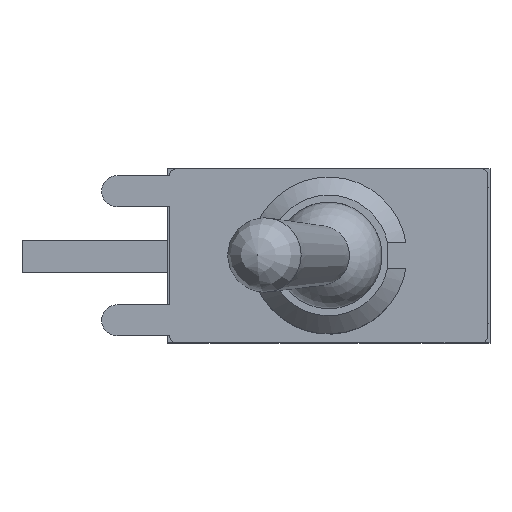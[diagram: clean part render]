
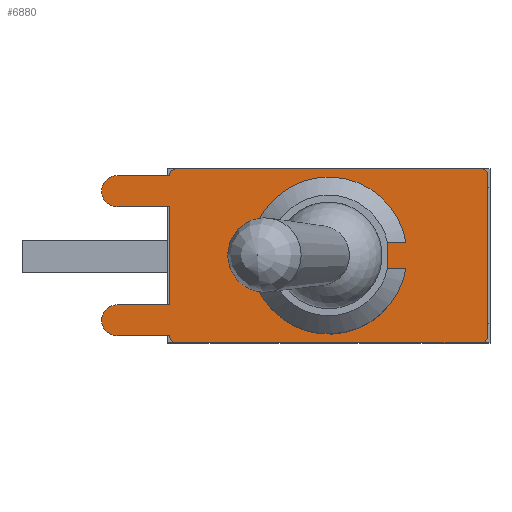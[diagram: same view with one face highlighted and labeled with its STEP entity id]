
A CAD part, top view. The second image highlights one B-rep face of the part: STEP entity #6880.
In plain terms, the highlighted planar face has unit normal (0, 0, 1).
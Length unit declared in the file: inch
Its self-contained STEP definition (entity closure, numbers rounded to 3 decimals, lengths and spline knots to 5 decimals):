
#3343=CARTESIAN_POINT('',(0.09183,0.02008,0.36969));
#3344=VERTEX_POINT('',#3343);
#3345=CARTESIAN_POINT('',(0.11979,0.02008,0.36969));
#3346=VERTEX_POINT('',#3345);
#3347=CARTESIAN_POINT('',(0.09183,0.02008,0.36969));
#3348=DIRECTION('',(1.0,0.0,0.0));
#3349=VECTOR('',#3348,0.02795);
#3350=LINE('',#3347,#3349);
#3351=EDGE_CURVE('',#3344,#3346,#3350,.T.);
#3390=CARTESIAN_POINT('',(0.09183,-0.02008,0.36969));
#3391=VERTEX_POINT('',#3390);
#3392=CARTESIAN_POINT('',(0.09183,-0.02008,0.36969));
#3393=DIRECTION('',(0.0,1.0,0.0));
#3394=VECTOR('',#3393,0.04016);
#3395=LINE('',#3392,#3394);
#3396=EDGE_CURVE('',#3391,#3344,#3395,.T.);
#6236=CARTESIAN_POINT('',(0.11979,-0.02008,0.36969));
#6237=VERTEX_POINT('',#6236);
#6238=CARTESIAN_POINT('',(0.11979,-0.02008,0.36969));
#6239=DIRECTION('',(-1.0,0.0,0.0));
#6240=VECTOR('',#6239,0.02795);
#6241=LINE('',#6238,#6240);
#6242=EDGE_CURVE('',#6237,#3391,#6241,.T.);
#6260=CARTESIAN_POINT('',(0.,0.0,0.36969));
#6261=DIRECTION('',(0.0,0.0,1.0));
#6262=DIRECTION('',(0.986,0.165,0.0));
#6263=AXIS2_PLACEMENT_3D('',#6260,#6261,#6262);
#6264=CIRCLE('',#6263,0.12146);
#6265=EDGE_CURVE('',#3346,#6237,#6264,.T.);
#6375=CARTESIAN_POINT('',(-0.24606,0.1252,0.36969));
#6376=VERTEX_POINT('',#6375);
#6384=CARTESIAN_POINT('',(-0.24606,0.12402,0.36969));
#6385=VERTEX_POINT('',#6384);
#6392=CARTESIAN_POINT('',(-0.24606,0.12402,0.36969));
#6393=DIRECTION('',(0.0,1.0,0.0));
#6394=VECTOR('',#6393,0.00118);
#6395=LINE('',#6392,#6394);
#6396=EDGE_CURVE('',#6385,#6376,#6395,.T.);
#6406=CARTESIAN_POINT('',(-0.32795,0.12402,0.36969));
#6407=VERTEX_POINT('',#6406);
#6408=CARTESIAN_POINT('',(-0.32795,0.12402,0.36969));
#6409=DIRECTION('',(1.0,0.0,0.0));
#6410=VECTOR('',#6409,0.08189);
#6411=LINE('',#6408,#6410);
#6412=EDGE_CURVE('',#6407,#6385,#6411,.T.);
#6430=CARTESIAN_POINT('',(-0.32795,0.07598,0.36969));
#6431=VERTEX_POINT('',#6430);
#6432=CARTESIAN_POINT('',(-0.32795,0.1,0.36969));
#6433=DIRECTION('',(0.0,0.0,-1.0));
#6434=DIRECTION('',(0.0,1.0,0.0));
#6435=AXIS2_PLACEMENT_3D('',#6432,#6433,#6434);
#6436=CIRCLE('',#6435,0.02402);
#6437=EDGE_CURVE('',#6431,#6407,#6436,.T.);
#6455=CARTESIAN_POINT('',(-0.24606,0.07598,0.36969));
#6456=VERTEX_POINT('',#6455);
#6457=CARTESIAN_POINT('',(-0.24606,0.07598,0.36969));
#6458=DIRECTION('',(-1.0,0.0,0.0));
#6459=VECTOR('',#6458,0.08189);
#6460=LINE('',#6457,#6459);
#6461=EDGE_CURVE('',#6456,#6431,#6460,.T.);
#6480=CARTESIAN_POINT('',(-0.24606,-0.07598,0.36969));
#6481=VERTEX_POINT('',#6480);
#6482=CARTESIAN_POINT('',(-0.24606,-0.07598,0.36969));
#6483=DIRECTION('',(0.0,1.0,0.0));
#6484=VECTOR('',#6483,0.15197);
#6485=LINE('',#6482,#6484);
#6486=EDGE_CURVE('',#6481,#6456,#6485,.T.);
#6504=CARTESIAN_POINT('',(-0.32795,-0.07598,0.36969));
#6505=VERTEX_POINT('',#6504);
#6506=CARTESIAN_POINT('',(-0.32795,-0.07598,0.36969));
#6507=DIRECTION('',(1.0,0.0,0.0));
#6508=VECTOR('',#6507,0.08189);
#6509=LINE('',#6506,#6508);
#6510=EDGE_CURVE('',#6505,#6481,#6509,.T.);
#6536=CARTESIAN_POINT('',(-0.32795,-0.12402,0.36969));
#6537=VERTEX_POINT('',#6536);
#6538=CARTESIAN_POINT('',(-0.32795,-0.1,0.36969));
#6539=DIRECTION('',(0.0,0.0,-1.0));
#6540=DIRECTION('',(0.0,1.0,0.0));
#6541=AXIS2_PLACEMENT_3D('',#6538,#6539,#6540);
#6542=CIRCLE('',#6541,0.02402);
#6543=EDGE_CURVE('',#6537,#6505,#6542,.T.);
#6569=CARTESIAN_POINT('',(-0.24606,-0.12402,0.36969));
#6570=VERTEX_POINT('',#6569);
#6571=CARTESIAN_POINT('',(-0.24606,-0.12402,0.36969));
#6572=DIRECTION('',(-1.0,0.0,0.0));
#6573=VECTOR('',#6572,0.08189);
#6574=LINE('',#6571,#6573);
#6575=EDGE_CURVE('',#6570,#6537,#6574,.T.);
#6602=CARTESIAN_POINT('',(-0.23622,-0.13504,0.36969));
#6603=VERTEX_POINT('',#6602);
#6618=CARTESIAN_POINT('',(0.23622,-0.13504,0.36969));
#6619=VERTEX_POINT('',#6618);
#6626=CARTESIAN_POINT('',(0.23622,-0.13504,0.36969));
#6627=DIRECTION('',(-1.0,0.0,0.0));
#6628=VECTOR('',#6627,0.47244);
#6629=LINE('',#6626,#6628);
#6630=EDGE_CURVE('',#6619,#6603,#6629,.T.);
#6640=CARTESIAN_POINT('',(0.24606,-0.1252,0.36969));
#6641=VERTEX_POINT('',#6640);
#6642=CARTESIAN_POINT('',(0.23622,-0.1252,0.36969));
#6643=DIRECTION('',(0.0,0.0,-1.0));
#6644=DIRECTION('',(0.707,-0.707,0.0));
#6645=AXIS2_PLACEMENT_3D('',#6642,#6643,#6644);
#6646=CIRCLE('',#6645,0.00984);
#6647=EDGE_CURVE('',#6641,#6619,#6646,.T.);
#6673=CARTESIAN_POINT('',(0.24606,0.1252,0.36969));
#6674=VERTEX_POINT('',#6673);
#6681=CARTESIAN_POINT('',(0.24606,0.1252,0.36969));
#6682=DIRECTION('',(0.0,-1.0,0.0));
#6683=VECTOR('',#6682,0.25039);
#6684=LINE('',#6681,#6683);
#6685=EDGE_CURVE('',#6674,#6641,#6684,.T.);
#6704=CARTESIAN_POINT('',(0.23622,0.13504,0.36969));
#6705=VERTEX_POINT('',#6704);
#6706=CARTESIAN_POINT('',(0.23622,0.1252,0.36969));
#6707=DIRECTION('',(0.0,0.0,-1.0));
#6708=DIRECTION('',(0.707,0.707,0.0));
#6709=AXIS2_PLACEMENT_3D('',#6706,#6707,#6708);
#6710=CIRCLE('',#6709,0.00984);
#6711=EDGE_CURVE('',#6705,#6674,#6710,.T.);
#6729=CARTESIAN_POINT('',(-0.24606,-0.1252,0.36969));
#6730=VERTEX_POINT('',#6729);
#6739=CARTESIAN_POINT('',(-0.24606,-0.1252,0.36969));
#6740=DIRECTION('',(0.0,1.0,0.0));
#6741=VECTOR('',#6740,0.00118);
#6742=LINE('',#6739,#6741);
#6743=EDGE_CURVE('',#6730,#6570,#6742,.T.);
#6760=CARTESIAN_POINT('',(-0.23622,-0.1252,0.36969));
#6761=DIRECTION('',(0.0,0.0,-1.0));
#6762=DIRECTION('',(-0.707,-0.707,0.0));
#6763=AXIS2_PLACEMENT_3D('',#6760,#6761,#6762);
#6764=CIRCLE('',#6763,0.00984);
#6765=EDGE_CURVE('',#6603,#6730,#6764,.T.);
#6784=CARTESIAN_POINT('',(-0.23622,0.13504,0.36969));
#6785=VERTEX_POINT('',#6784);
#6792=CARTESIAN_POINT('',(-0.23622,0.13504,0.36969));
#6793=DIRECTION('',(1.0,0.0,0.0));
#6794=VECTOR('',#6793,0.47244);
#6795=LINE('',#6792,#6794);
#6796=EDGE_CURVE('',#6785,#6705,#6795,.T.);
#6808=CARTESIAN_POINT('',(-0.23622,0.1252,0.36969));
#6809=DIRECTION('',(0.0,0.0,-1.0));
#6810=DIRECTION('',(-0.707,0.707,0.0));
#6811=AXIS2_PLACEMENT_3D('',#6808,#6809,#6810);
#6812=CIRCLE('',#6811,0.00984);
#6813=EDGE_CURVE('',#6376,#6785,#6812,.T.);
#6851=CARTESIAN_POINT('',(0.27596,0.14854,0.36969));
#6852=DIRECTION('',(0.0,0.0,1.0));
#6853=DIRECTION('',(1.0,0.0,0.0));
#6854=AXIS2_PLACEMENT_3D('',#6851,#6852,#6853);
#6855=PLANE('',#6854);
#6856=ORIENTED_EDGE('',*,*,#6813,.F.);
#6857=ORIENTED_EDGE('',*,*,#6396,.F.);
#6858=ORIENTED_EDGE('',*,*,#6412,.F.);
#6859=ORIENTED_EDGE('',*,*,#6437,.F.);
#6860=ORIENTED_EDGE('',*,*,#6461,.F.);
#6861=ORIENTED_EDGE('',*,*,#6486,.F.);
#6862=ORIENTED_EDGE('',*,*,#6510,.F.);
#6863=ORIENTED_EDGE('',*,*,#6543,.F.);
#6864=ORIENTED_EDGE('',*,*,#6575,.F.);
#6865=ORIENTED_EDGE('',*,*,#6743,.F.);
#6866=ORIENTED_EDGE('',*,*,#6765,.F.);
#6867=ORIENTED_EDGE('',*,*,#6630,.F.);
#6868=ORIENTED_EDGE('',*,*,#6647,.F.);
#6869=ORIENTED_EDGE('',*,*,#6685,.F.);
#6870=ORIENTED_EDGE('',*,*,#6711,.F.);
#6871=ORIENTED_EDGE('',*,*,#6796,.F.);
#6872=EDGE_LOOP('',(#6856,#6857,#6858,#6859,#6860,#6861,#6862,#6863,#6864,#6865,#6866,#6867,#6868,#6869,#6870,#6871));
#6873=FACE_OUTER_BOUND('',#6872,.T.);
#6874=ORIENTED_EDGE('',*,*,#3396,.F.);
#6875=ORIENTED_EDGE('',*,*,#6242,.F.);
#6876=ORIENTED_EDGE('',*,*,#6265,.F.);
#6877=ORIENTED_EDGE('',*,*,#3351,.F.);
#6878=EDGE_LOOP('',(#6874,#6875,#6876,#6877));
#6879=FACE_BOUND('',#6878,.T.);
#6880=ADVANCED_FACE('',(#6873,#6879),#6855,.T.);
